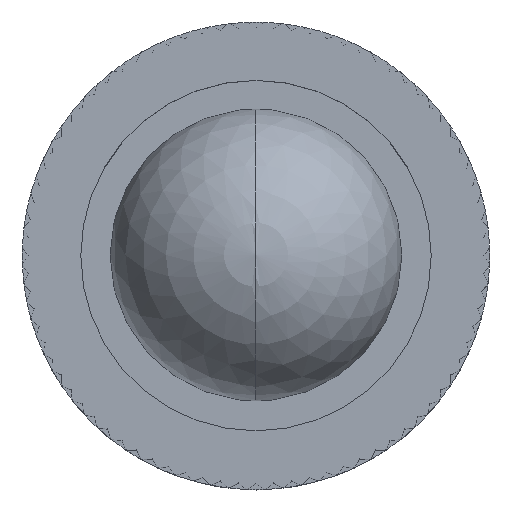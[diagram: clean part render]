
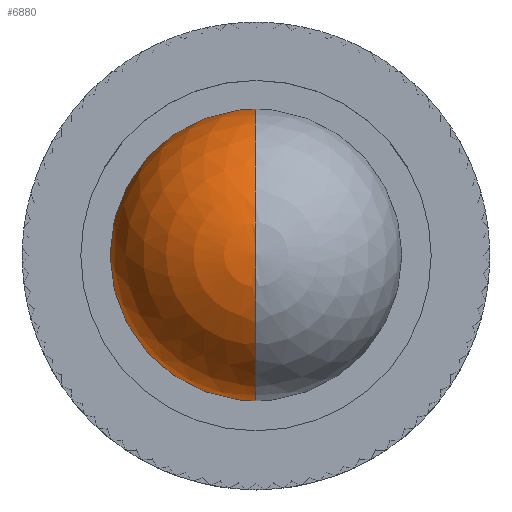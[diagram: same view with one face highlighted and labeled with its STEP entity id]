
A CAD part, top view. The second image highlights one B-rep face of the part: STEP entity #6880.
In plain terms, the highlighted spherical face has radius 5 mm.
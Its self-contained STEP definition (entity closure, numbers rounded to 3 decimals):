
#3484=VERTEX_POINT('',#9799);
#3532=EDGE_CURVE('',#7668,#5840,#9855,.T.);
#3878=EDGE_CURVE('',#5840,#3484,#10230,.T.);
#3950=EDGE_CURVE('',#3484,#7668,#10308,.T.);
#5840=VERTEX_POINT('',#12392);
#6880=ADVANCED_FACE('',(#13531),#13532,.T.);
#7668=VERTEX_POINT('',#14392);
#9799=CARTESIAN_POINT('',(0.,0.,16.7));
#9855=CIRCLE('',#16901,4.898);
#10230=CIRCLE('',#17422,5.0);
#10308=CIRCLE('',#17530,5.0);
#12392=CARTESIAN_POINT('',(0.,4.898,10.693));
#13531=FACE_OUTER_BOUND('',#21927,.T.);
#13532=SPHERICAL_SURFACE('',#21928,5.0);
#14392=CARTESIAN_POINT('',(0.,-4.898,10.693));
#16901=AXIS2_PLACEMENT_3D('',#26224,#26225,#26226);
#17422=AXIS2_PLACEMENT_3D('',#26696,#26697,#26698);
#17530=AXIS2_PLACEMENT_3D('',#26780,#26781,#26782);
#21927=EDGE_LOOP('',(#30490,#30491,#30492));
#21928=AXIS2_PLACEMENT_3D('',#30493,#30494,#30495);
#26224=CARTESIAN_POINT('',(0.,0.,10.693));
#26225=DIRECTION('',(0.0,0.0,-1.0));
#26226=DIRECTION('',(0.,1.0,0.0));
#26696=CARTESIAN_POINT('',(0.,0.,11.7));
#26697=DIRECTION('',(1.0,0.,-0.0));
#26698=DIRECTION('',(0.0,0.0,1.0));
#26780=CARTESIAN_POINT('',(0.,0.,11.7));
#26781=DIRECTION('',(1.0,0.,-0.0));
#26782=DIRECTION('',(0.0,0.0,1.0));
#30490=ORIENTED_EDGE('',*,*,#3950,.F.);
#30491=ORIENTED_EDGE('',*,*,#3878,.F.);
#30492=ORIENTED_EDGE('',*,*,#3532,.F.);
#30493=CARTESIAN_POINT('',(0.,0.,11.7));
#30494=DIRECTION('',(0.0,0.0,-1.0));
#30495=DIRECTION('',(0.,-1.0,0.0));
